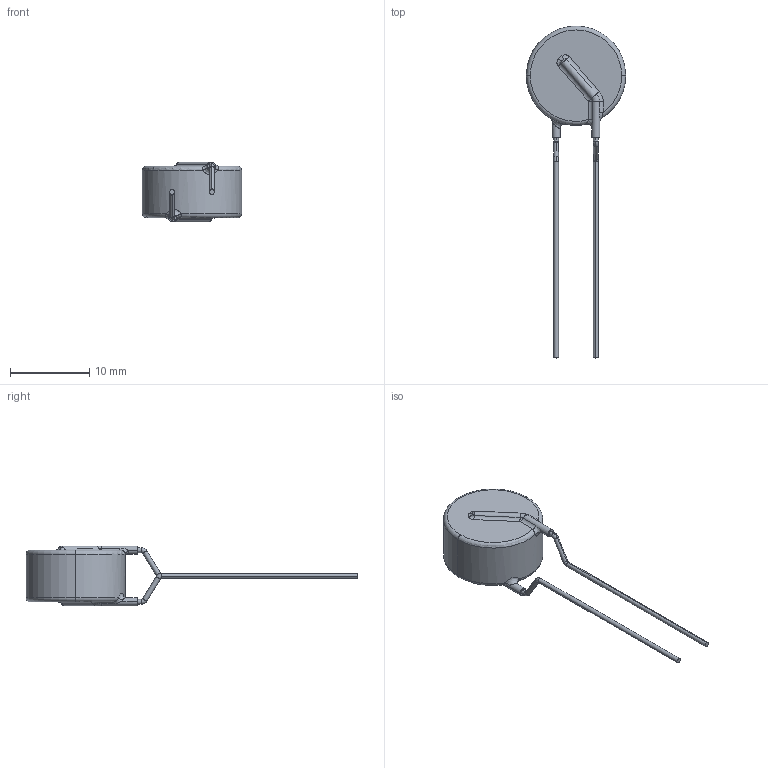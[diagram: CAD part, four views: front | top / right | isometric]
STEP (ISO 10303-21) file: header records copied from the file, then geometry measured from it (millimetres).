
FILE_DESCRIPTION (( 'STEP AP214' ), '1' );
FILE_NAME ('BN-LG10Y-Y Type.STP', '2023-01-05T23:12:49', ( '' ), ( '' ), 'SwSTEP 2.0', 'SolidWorks 2021', '' );
FILE_SCHEMA (( 'AUTOMOTIVE_DESIGN' ));
Length unit declared in the file: millimetre
Products named in the file (1): BN-LG10Y-Y Type
Bounding box: 12.5 x 41.79 x 7.5 mm (x, y, z)
Volume: 822.1 mm3; surface area: 616.7 mm2
Topology: 3 solids, 3 shells, 159 faces, 385 edges, 244 vertices
Faces by surface type: plane 66, bspline 43, cylinder 28, torus 22
Entity records: 7590 total; most frequent: CARTESIAN_POINT 3720, ORIENTED_EDGE 770, DIRECTION 621, EDGE_CURVE 385, VERTEX_POINT 244, AXIS2_PLACEMENT_3D 209, VECTOR 203, LINE 203
